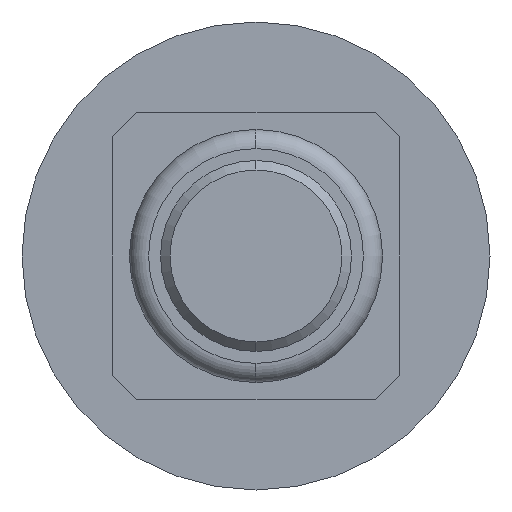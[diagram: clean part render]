
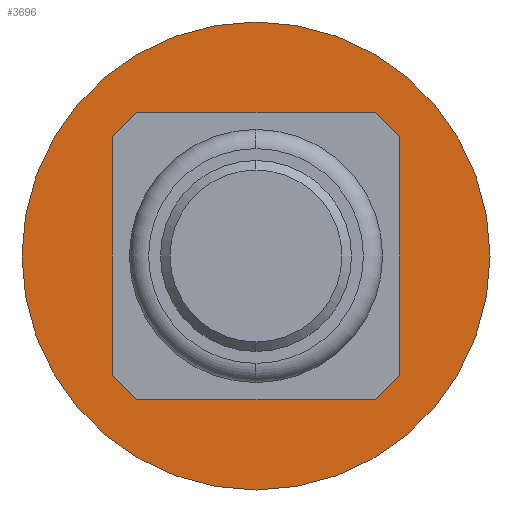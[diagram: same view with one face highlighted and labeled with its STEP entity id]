
A CAD part, front view. The second image highlights one B-rep face of the part: STEP entity #3696.
In plain terms, the highlighted planar face has unit normal (0, -1, 0).
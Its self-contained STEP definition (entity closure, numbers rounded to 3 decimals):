
#60 = AXIS2_PLACEMENT_3D ( 'NONE', #3387, #829, #2367 ) ;
#148 = CARTESIAN_POINT ( 'NONE',  ( 0., 5.3, 0.9 ) ) ;
#279 = AXIS2_PLACEMENT_3D ( 'NONE', #2800, #6489, #1691 ) ;
#433 = CARTESIAN_POINT ( 'NONE',  ( 0., 5.3, 0. ) ) ;
#661 = ORIENTED_EDGE ( 'NONE', *, *, #1123, .F. ) ;
#663 = AXIS2_PLACEMENT_3D ( 'NONE', #6483, #3807, #5436 ) ;
#706 = FACE_BOUND ( 'NONE', #2067, .T. ) ;
#787 = CIRCLE ( 'NONE', #1221, 2.45 ) ;
#829 = DIRECTION ( 'NONE',  ( 0., -1., 0. ) ) ;
#960 = CIRCLE ( 'NONE', #5388, 0.9 ) ;
#1123 = EDGE_CURVE ( 'Defeature ausgef�hrt1_20+Defeature ausgef�hrt1_74+Defeature ausgef�hrt1_74+Defeature ausgef�hrt1_74', #2584, #3635, #960, .T. ) ;
#1221 = AXIS2_PLACEMENT_3D ( 'NONE', #6584, #6047, #2898 ) ;
#1691 = DIRECTION ( 'NONE',  ( 0., 0., -1. ) ) ;
#1798 = EDGE_CURVE ( 'Defeature ausgef�hrt1_74+Defeature ausgef�hrt1_73+Defeature ausgef�hrt1_73+Defeature ausgef�hrt1_73', #6541, #3709, #2594, .T. ) ;
#2067 = EDGE_LOOP ( 'NONE', ( #661, #4936 ) ) ;
#2098 = FACE_OUTER_BOUND ( 'NONE', #4633, .T. ) ;
#2367 = DIRECTION ( 'NONE',  ( 0., 0., -1. ) ) ;
#2574 = CARTESIAN_POINT ( 'NONE',  ( 0., 5.3, -0.9 ) ) ;
#2584 = VERTEX_POINT ( 'NONE', #2574 ) ;
#2594 = CIRCLE ( 'NONE', #60, 2.45 ) ;
#2800 = CARTESIAN_POINT ( 'NONE',  ( 0., 5.3, 0. ) ) ;
#2898 = DIRECTION ( 'NONE',  ( 0., 0., -1. ) ) ;
#2963 = EDGE_CURVE ( 'Defeature ausgef�hrt1_74+Defeature ausgef�hrt1_73+Defeature ausgef�hrt1_73+Defeature ausgef�hrt1_73', #3709, #6541, #787, .T. ) ;
#3078 = DIRECTION ( 'NONE',  ( 0., 0., -1. ) ) ;
#3387 = CARTESIAN_POINT ( 'NONE',  ( 0., 5.3, 0. ) ) ;
#3635 = VERTEX_POINT ( 'NONE', #148 ) ;
#3696 = ADVANCED_FACE ( 'Defeature ausgef�hrt1_74', ( #2098, #706 ), #6460, .T. ) ;
#3709 = VERTEX_POINT ( 'NONE', #3859 ) ;
#3738 = CIRCLE ( 'NONE', #279, 0.9 ) ;
#3807 = DIRECTION ( 'NONE',  ( 0., -1., 0. ) ) ;
#3859 = CARTESIAN_POINT ( 'NONE',  ( 0., 5.3, -2.45 ) ) ;
#4050 = ORIENTED_EDGE ( 'NONE', *, *, #1798, .T. ) ;
#4115 = ORIENTED_EDGE ( 'NONE', *, *, #2963, .T. ) ;
#4633 = EDGE_LOOP ( 'NONE', ( #4115, #4050 ) ) ;
#4936 = ORIENTED_EDGE ( 'NONE', *, *, #6702, .F. ) ;
#5377 = CARTESIAN_POINT ( 'NONE',  ( 0., 5.3, 2.45 ) ) ;
#5388 = AXIS2_PLACEMENT_3D ( 'NONE', #433, #5674, #3078 ) ;
#5436 = DIRECTION ( 'NONE',  ( 0., 0., -1. ) ) ;
#5674 = DIRECTION ( 'NONE',  ( 0., -1., 0. ) ) ;
#6047 = DIRECTION ( 'NONE',  ( 0., -1., 0. ) ) ;
#6460 = PLANE ( 'NONE',  #663 ) ;
#6483 = CARTESIAN_POINT ( 'NONE',  ( 2.45, 5.3, 0. ) ) ;
#6489 = DIRECTION ( 'NONE',  ( 0., -1., 0. ) ) ;
#6541 = VERTEX_POINT ( 'NONE', #5377 ) ;
#6584 = CARTESIAN_POINT ( 'NONE',  ( 0., 5.3, 0. ) ) ;
#6702 = EDGE_CURVE ( 'Defeature ausgef�hrt1_20+Defeature ausgef�hrt1_74+Defeature ausgef�hrt1_74+Defeature ausgef�hrt1_74', #3635, #2584, #3738, .T. ) ;
